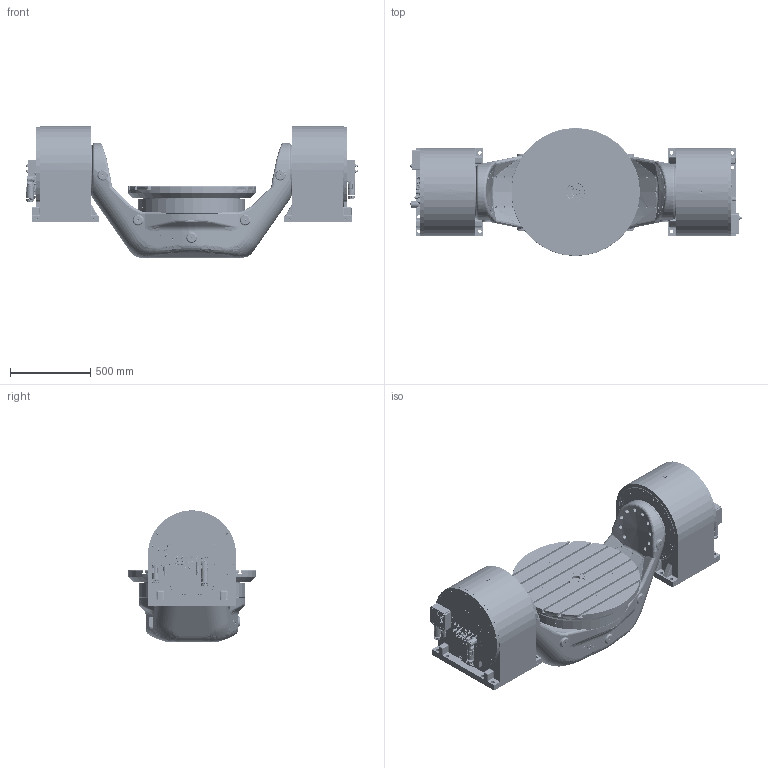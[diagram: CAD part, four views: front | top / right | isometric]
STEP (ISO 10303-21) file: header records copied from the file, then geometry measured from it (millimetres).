
FILE_DESCRIPTION(/* description */ (''),/* implementation_level */ '2;1');
FILE_NAME(/* name */ 'RAB-800.stp',/* time_stamp */ '2021-04-16T17:31:49+08:00',/* author */ ('jiabin'),/* organization */ (''),/* preprocessor_version */ 'ST-DEVELOPER v18',/* originating_system */ 'Autodesk Inventor 2020',/* authorisation */ '');
FILE_SCHEMA (('AUTOMOTIVE_DESIGN { 1 0 10303 214 3 1 1 }'));
Products named in the file (1): AS00958D_RAB-800[組合]_Shrinkwrap_1
Bounding box: 2072.39 x 800 x 820 mm (x, y, z)
Volume: 127.7 mm3; surface area: 8725384.1 mm2
Topology: 2 solids, 578 shells, 6390 faces, 26608 edges, 20438 vertices
Faces by surface type: plane 3430, cylinder 1378, bspline 636, cone 595, torus 302, sphere 49
Full cylindrical faces by diameter (mm): 2.387 x8, 2.459 x9, 3.242 x5, 3.5 x4, 4 x6, 4.134 x11, 4.5 x18, 4.8 x1, 5 x1, 5.4 x1, 5.5 x6, 6 x37, 6.647 x4, 6.8 x2, 6.9 x1, 7 x23, 7.6 x20, 8 x36, 8.06 x4, 8.07 x2, 8.376 x2, 8.5 x1, 9 x5, 9.5 x4, 9.87 x2, 10 x28, 10.106 x15, 10.18 x6, 10.3 x1, 10.34 x3
Entity records: 405835 total; most frequent: CARTESIAN_POINT 191287, ORIENTED_EDGE 41023, DIRECTION 38621, EDGE_CURVE 26417, VERTEX_POINT 20438, LINE 12881, VECTOR 12881, AXIS2_PLACEMENT_3D 12870
